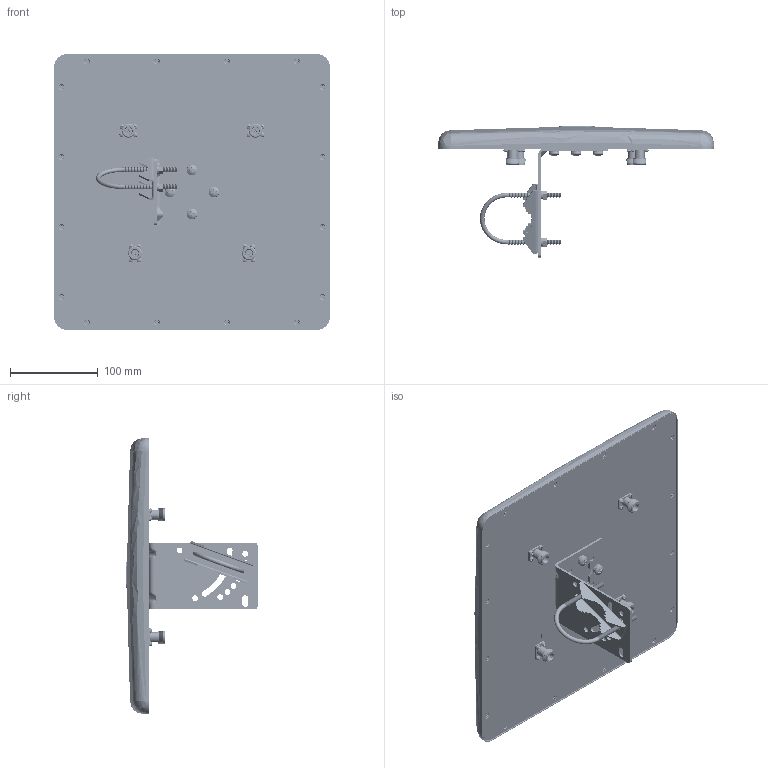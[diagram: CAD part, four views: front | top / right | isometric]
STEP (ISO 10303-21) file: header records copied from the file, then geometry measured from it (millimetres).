
FILE_DESCRIPTION (( 'STEP AP214' ), '1' );
FILE_NAME ('HG2458-13HDP-4NF.STEP', '2018-01-17T19:57:24', ( '' ), ( '' ), 'SwSTEP 2.0', 'SolidWorks 2014', '' );
FILE_SCHEMA (( 'AUTOMOTIVE_DESIGN' ));
Length unit declared in the file: inch
Products named in the file (11): XFS-0021; XFW-0007; XFS-0054; M2.9x9.5_FHPH sheetmetalScrew; HG2458-13HDP-4NF_Connector; HG2458-13HDP-4NF_Mount Hardware; HG2459-14DP-4NF_Ubolt; HG2458-14DP-4NF_Swivel-L-Bracket; HG2458-13HDP-4NF_backplate; HG2458-13HDP-4NF_Radome; HG2458-13HDP-4NF
Assembly tree (49 placements, depth 3):
  HG2458-13HDP-4NF
    HG2458-13HDP-4NF_Radome
    HG2458-13HDP-4NF_backplate
    HG2458-13HDP-4NF_Mount Hardware
      HG2458-14DP-4NF_Swivel-L-Bracket
      HG2459-14DP-4NF_Ubolt
    HG2458-13HDP-4NF_Connector  x4
    M2.9x9.5_FHPH sheetmetalScrew  x16
    XFS-0054  x4
    XFW-0007  x4
    XFS-0021  x16
Bounding box: 315 x 149.59 x 315 mm (x, y, z)
Volume: 609637.4 mm3; surface area: 526310 mm2
Topology: 49 solids, 49 shells, 3200 faces, 7903 edges, 4927 vertices
Faces by surface type: plane 1086, cone 1086, cylinder 597, bspline 362, torus 49, sphere 20
Full cylindrical faces by diameter (mm): 1.8 x4, 2.5 x16, 2.98 x4, 3.2 x48, 4.5 x8, 5.182 x2, 5.563 x16, 6 x20, 6.426 x2, 6.452 x8, 6.604 x10, 6.706 x2, 7.464 x2, 9.982 x2, 11 x4, 11.43 x4, 12.7 x2, 14.22 x8
Entity records: 58748 total; most frequent: CARTESIAN_POINT 21191, ORIENTED_EDGE 5144, DIRECTION 5020, EDGE_CURVE 2572, EDGE_LOOP 2031, AXIS2_PLACEMENT_3D 1962, VERTEX_POINT 1943, FACE_OUTER_BOUND 1404
